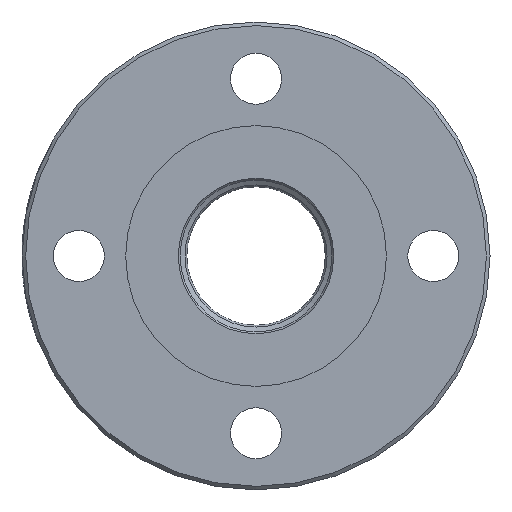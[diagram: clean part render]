
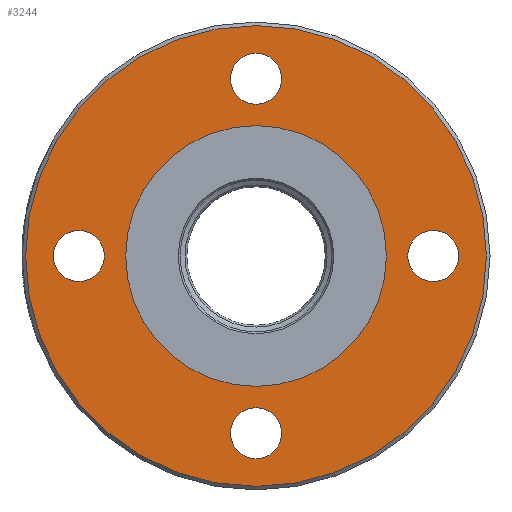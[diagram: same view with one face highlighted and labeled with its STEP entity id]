
A CAD part, left-side view. The second image highlights one B-rep face of the part: STEP entity #3244.
In plain terms, the highlighted planar face has unit normal (-1, 0, 0).
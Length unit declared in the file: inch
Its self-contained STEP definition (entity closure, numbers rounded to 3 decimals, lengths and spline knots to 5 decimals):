
#46 = VERTEX_POINT ( 'NONE', #10386 ) ;
#166 = DIRECTION ( 'NONE',  ( 1., 0., 0. ) ) ;
#826 = CIRCLE ( 'NONE', #9204, 3.19803 ) ;
#1006 = EDGE_LOOP ( 'NONE', ( #5389 ) ) ;
#1066 = ORIENTED_EDGE ( 'NONE', *, *, #4146, .T. ) ;
#1162 = ORIENTED_EDGE ( 'NONE', *, *, #12127, .T. ) ;
#1367 = EDGE_CURVE ( 'NONE', #9233, #9233, #5486, .T. ) ;
#1579 = VERTEX_POINT ( 'NONE', #1781 ) ;
#1722 = CARTESIAN_POINT ( 'NONE',  ( 0.156, 0., 0. ) ) ;
#1781 = CARTESIAN_POINT ( 'NONE',  ( 0.156, -2.46062, 0.35433 ) ) ;
#1826 = CARTESIAN_POINT ( 'NONE',  ( 0.156, 0., -3.19803 ) ) ;
#1835 = DIRECTION ( 'NONE',  ( -1., 0., 0. ) ) ;
#1844 = ORIENTED_EDGE ( 'NONE', *, *, #1367, .T. ) ;
#1897 = AXIS2_PLACEMENT_3D ( 'NONE', #9407, #13830, #5074 ) ;
#2139 = DIRECTION ( 'NONE',  ( 1., 0., 0. ) ) ;
#2731 = FACE_BOUND ( 'NONE', #8230, .T. ) ;
#2764 = CIRCLE ( 'NONE', #11852, 1.81 ) ;
#3244 = ADVANCED_FACE ( 'NONE', ( #5109, #7325, #4069, #2731, #7811, #13743 ), #12447, .F. ) ;
#3570 = EDGE_LOOP ( 'NONE', ( #1066 ) ) ;
#3779 = DIRECTION ( 'NONE',  ( 0., 1., 0. ) ) ;
#4069 = FACE_BOUND ( 'NONE', #1006, .T. ) ;
#4146 = EDGE_CURVE ( 'NONE', #7178, #7178, #9995, .T. ) ;
#4364 = CARTESIAN_POINT ( 'NONE',  ( 0.156, 0., 0. ) ) ;
#4389 = CARTESIAN_POINT ( 'NONE',  ( 0.156, -2.46062, 0. ) ) ;
#4701 = CARTESIAN_POINT ( 'NONE',  ( 0.156, 2.46062, -0.35433 ) ) ;
#5024 = DIRECTION ( 'NONE',  ( 0., 0., -1. ) ) ;
#5074 = DIRECTION ( 'NONE',  ( 0., -1., 0. ) ) ;
#5109 = FACE_OUTER_BOUND ( 'NONE', #13228, .T. ) ;
#5389 = ORIENTED_EDGE ( 'NONE', *, *, #13099, .T. ) ;
#5474 = DIRECTION ( 'NONE',  ( 0., 0., 1. ) ) ;
#5486 = CIRCLE ( 'NONE', #12560, 0.35433 ) ;
#5530 = CARTESIAN_POINT ( 'NONE',  ( 0.156, 2.46062, 0. ) ) ;
#5803 = VERTEX_POINT ( 'NONE', #1826 ) ;
#6315 = VERTEX_POINT ( 'NONE', #9423 ) ;
#6635 = DIRECTION ( 'NONE',  ( 0., 0., -1. ) ) ;
#7178 = VERTEX_POINT ( 'NONE', #11244 ) ;
#7325 = FACE_BOUND ( 'NONE', #3570, .T. ) ;
#7525 = DIRECTION ( 'NONE',  ( 1., 0., 0. ) ) ;
#7811 = FACE_BOUND ( 'NONE', #10687, .T. ) ;
#8230 = EDGE_LOOP ( 'NONE', ( #13258 ) ) ;
#9204 = AXIS2_PLACEMENT_3D ( 'NONE', #11641, #1835, #11730 ) ;
#9233 = VERTEX_POINT ( 'NONE', #4701 ) ;
#9407 = CARTESIAN_POINT ( 'NONE',  ( 0.156, 0., -2.46062 ) ) ;
#9423 = CARTESIAN_POINT ( 'NONE',  ( 0.156, 0.35433, 2.46062 ) ) ;
#9968 = CIRCLE ( 'NONE', #12037, 0.35433 ) ;
#9995 = CIRCLE ( 'NONE', #1897, 0.35433 ) ;
#10066 = EDGE_CURVE ( 'NONE', #46, #46, #2764, .T. ) ;
#10309 = CIRCLE ( 'NONE', #13018, 0.35433 ) ;
#10317 = DIRECTION ( 'NONE',  ( 1., 0., 0. ) ) ;
#10386 = CARTESIAN_POINT ( 'NONE',  ( 0.156, 0., -1.81 ) ) ;
#10407 = EDGE_LOOP ( 'NONE', ( #13649 ) ) ;
#10416 = DIRECTION ( 'NONE',  ( 1., 0., 0. ) ) ;
#10687 = EDGE_LOOP ( 'NONE', ( #1844 ) ) ;
#11244 = CARTESIAN_POINT ( 'NONE',  ( 0.156, -0.35433, -2.46062 ) ) ;
#11641 = CARTESIAN_POINT ( 'NONE',  ( 0.156, 0., 0. ) ) ;
#11730 = DIRECTION ( 'NONE',  ( 0., 0., -1. ) ) ;
#11852 = AXIS2_PLACEMENT_3D ( 'NONE', #4364, #7525, #12921 ) ;
#12037 = AXIS2_PLACEMENT_3D ( 'NONE', #13544, #10317, #3779 ) ;
#12127 = EDGE_CURVE ( 'NONE', #5803, #5803, #826, .T. ) ;
#12447 = PLANE ( 'NONE',  #13407 ) ;
#12560 = AXIS2_PLACEMENT_3D ( 'NONE', #5530, #2139, #6635 ) ;
#12806 = EDGE_CURVE ( 'NONE', #6315, #6315, #9968, .T. ) ;
#12921 = DIRECTION ( 'NONE',  ( 0., 0., -1. ) ) ;
#13018 = AXIS2_PLACEMENT_3D ( 'NONE', #4389, #166, #5474 ) ;
#13099 = EDGE_CURVE ( 'NONE', #1579, #1579, #10309, .T. ) ;
#13228 = EDGE_LOOP ( 'NONE', ( #1162 ) ) ;
#13258 = ORIENTED_EDGE ( 'NONE', *, *, #12806, .T. ) ;
#13407 = AXIS2_PLACEMENT_3D ( 'NONE', #1722, #10416, #5024 ) ;
#13544 = CARTESIAN_POINT ( 'NONE',  ( 0.156, 0., 2.46062 ) ) ;
#13649 = ORIENTED_EDGE ( 'NONE', *, *, #10066, .T. ) ;
#13743 = FACE_BOUND ( 'NONE', #10407, .T. ) ;
#13830 = DIRECTION ( 'NONE',  ( 1., 0., 0. ) ) ;
